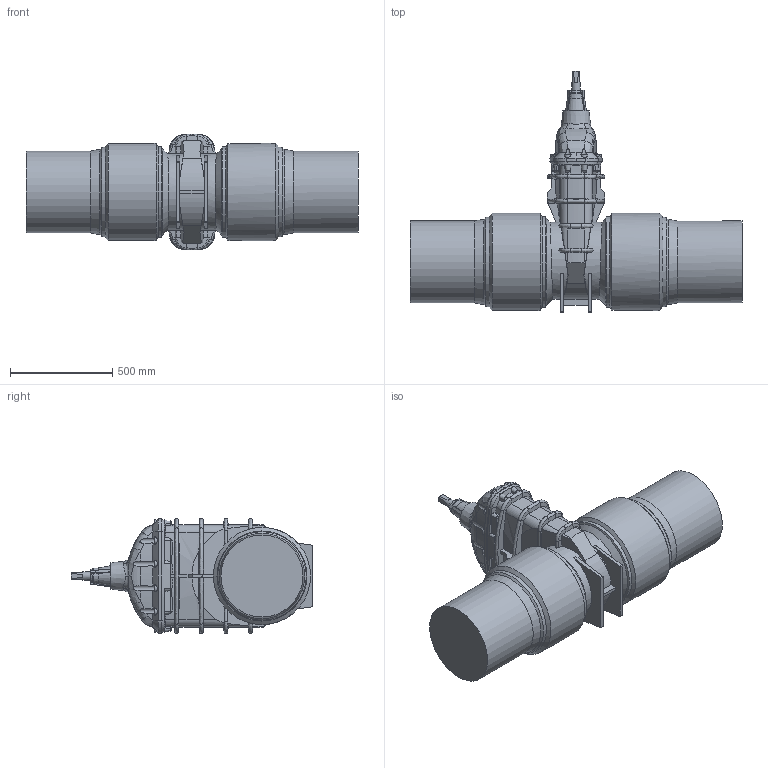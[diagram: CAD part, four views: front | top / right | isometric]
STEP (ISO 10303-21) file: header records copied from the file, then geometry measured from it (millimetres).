
FILE_DESCRIPTION (( 'STEP AP203' ), '1' );
FILE_NAME ('O_36_80_DN400.STEP', '2014-12-16T03:11:37', ( 'ken' ), ( '' ), 'SwSTEP 2.0', 'SolidWorks 2012', '' );
FILE_SCHEMA (( 'CONFIG_CONTROL_DESIGN' ));
Length unit declared in the file: millimetre
Products named in the file (1): O_36_80_DN400
Bounding box: 1620 x 1177 x 564 mm (x, y, z)
Volume: 279264084.4 mm3; surface area: 3661913.7 mm2
Topology: 1 solids, 1 shells, 474 faces, 1264 edges, 794 vertices
Faces by surface type: plane 151, cone 144, cylinder 94, bspline 85
Full cylindrical faces by diameter (mm): 40 x1, 376 x2, 400 x2, 441.6 x2, 474 x2
Entity records: 25203 total; most frequent: CARTESIAN_POINT 14789, ORIENTED_EDGE 2450, DIRECTION 1768, EDGE_CURVE 1225, VERTEX_POINT 780, AXIS2_PLACEMENT_3D 694, EDGE_LOOP 501, FACE_OUTER_BOUND 483
